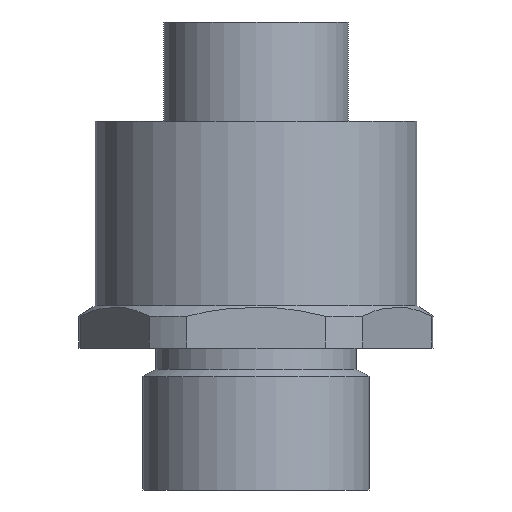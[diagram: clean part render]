
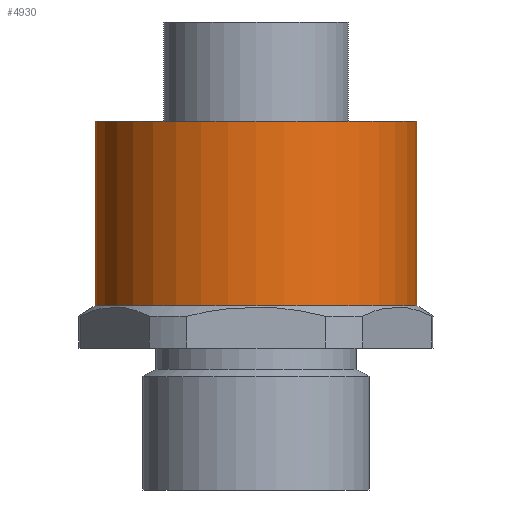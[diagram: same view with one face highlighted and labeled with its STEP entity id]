
A CAD part, front view. The second image highlights one B-rep face of the part: STEP entity #4930.
In plain terms, the highlighted cylindrical face has radius 11.35 mm (diameter 22.7 mm), a partial arc.
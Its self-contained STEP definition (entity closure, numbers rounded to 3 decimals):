
#3250=CARTESIAN_POINT('',(9.5,0.,0.));
#3260=DIRECTION('',(1.,0.,0.));
#3270=DIRECTION('',(0.,-1.,0.));
#3280=AXIS2_PLACEMENT_3D('',#3250,#3260,#3270);
#3290=CIRCLE('',#3280,11.35);
#3300=CARTESIAN_POINT('',(9.5,-11.35,0.));
#3310=VERTEX_POINT('',#3300);
#3320=CARTESIAN_POINT('',(9.5,11.35,0.));
#3330=VERTEX_POINT('',#3320);
#3340=EDGE_CURVE('',#3310,#3330,#3290,.T.);
#4620=CARTESIAN_POINT('',(2.75,0.,0.));
#4630=DIRECTION('',(1.,0.,0.));
#4640=DIRECTION('',(0.,-1.,0.));
#4650=AXIS2_PLACEMENT_3D('',#4620,#4630,#4640);
#4660=CYLINDRICAL_SURFACE('',#4650,11.35);
#4670=CARTESIAN_POINT('',(2.75,-11.35,0.));
#4680=DIRECTION('',(1.,0.,0.));
#4690=VECTOR('',#4680,1.);
#4700=LINE('',#4670,#4690);
#4710=CARTESIAN_POINT('',(-3.5,-11.35,0.));
#4720=VERTEX_POINT('',#4710);
#4730=EDGE_CURVE('',#4720,#3310,#4700,.T.);
#4740=ORIENTED_EDGE('',*,*,#4730,.F.);
#4750=ORIENTED_EDGE('',*,*,#3340,.F.);
#4760=CARTESIAN_POINT('',(2.75,11.35,0.));
#4770=DIRECTION('',(1.,0.,0.));
#4780=VECTOR('',#4770,1.);
#4790=LINE('',#4760,#4780);
#4800=CARTESIAN_POINT('',(-3.5,11.35,0.));
#4810=VERTEX_POINT('',#4800);
#4820=EDGE_CURVE('',#4810,#3330,#4790,.T.);
#4830=ORIENTED_EDGE('',*,*,#4820,.T.);
#4840=CARTESIAN_POINT('',(-3.5,0.,0.));
#4850=DIRECTION('',(1.,0.,0.));
#4860=DIRECTION('',(0.,1.,0.));
#4870=AXIS2_PLACEMENT_3D('',#4840,#4850,#4860);
#4880=CIRCLE('',#4870,11.35);
#4890=EDGE_CURVE('',#4720,#4810,#4880,.T.);
#4900=ORIENTED_EDGE('',*,*,#4890,.T.);
#4910=EDGE_LOOP('',(#4900,#4830,#4750,#4740));
#4920=FACE_OUTER_BOUND('',#4910,.T.);
#4930=ADVANCED_FACE('',(#4920),#4660,.T.);
